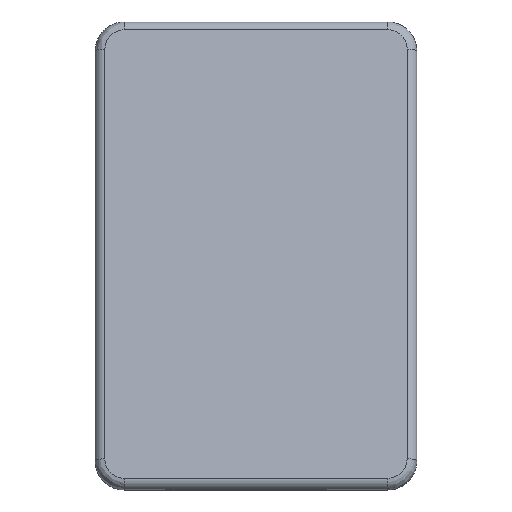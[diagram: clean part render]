
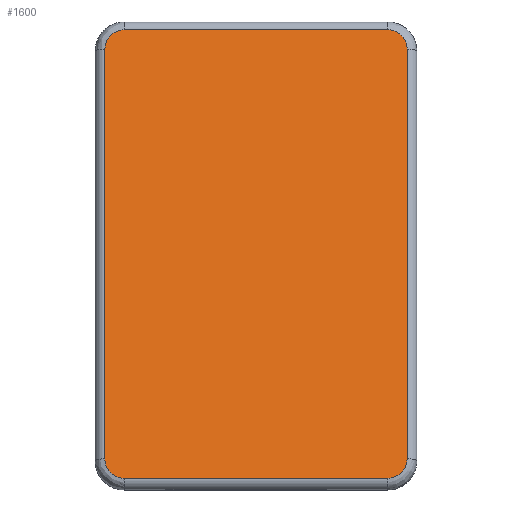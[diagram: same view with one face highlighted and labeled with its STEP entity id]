
A CAD part, front view. The second image highlights one B-rep face of the part: STEP entity #1600.
In plain terms, the highlighted planar face has unit normal (0, -0.979, 0.204).
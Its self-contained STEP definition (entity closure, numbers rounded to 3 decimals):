
#42=ELLIPSE('',#1763,2.043,2.);
#43=ELLIPSE('',#1767,2.043,2.);
#45=ELLIPSE('',#1772,2.043,2.);
#47=ELLIPSE('',#1777,2.043,2.);
#272=FACE_OUTER_BOUND('',#383,.T.);
#383=EDGE_LOOP('',(#1347,#1348,#1349,#1350,#1351,#1352,#1353,#1354));
#496=LINE('',#2667,#611);
#498=LINE('',#2703,#613);
#500=LINE('',#2737,#615);
#501=LINE('',#2807,#616);
#611=VECTOR('',#2150,10.);
#613=VECTOR('',#2162,10.);
#615=VECTOR('',#2174,10.);
#616=VECTOR('',#2181,10.);
#740=VERTEX_POINT('',#2658);
#741=VERTEX_POINT('',#2660);
#743=VERTEX_POINT('',#2665);
#745=VERTEX_POINT('',#2695);
#747=VERTEX_POINT('',#2701);
#748=VERTEX_POINT('',#2730);
#749=VERTEX_POINT('',#2735);
#750=VERTEX_POINT('',#2768);
#936=EDGE_CURVE('',#741,#740,#42,.T.);
#938=EDGE_CURVE('',#743,#741,#496,.T.);
#941=EDGE_CURVE('',#745,#743,#43,.T.);
#944=EDGE_CURVE('',#747,#745,#498,.T.);
#947=EDGE_CURVE('',#748,#747,#45,.T.);
#950=EDGE_CURVE('',#749,#748,#500,.T.);
#952=EDGE_CURVE('',#750,#749,#47,.T.);
#954=EDGE_CURVE('',#740,#750,#501,.T.);
#1347=ORIENTED_EDGE('',*,*,#936,.F.);
#1348=ORIENTED_EDGE('',*,*,#938,.F.);
#1349=ORIENTED_EDGE('',*,*,#941,.F.);
#1350=ORIENTED_EDGE('',*,*,#944,.F.);
#1351=ORIENTED_EDGE('',*,*,#947,.F.);
#1352=ORIENTED_EDGE('',*,*,#950,.F.);
#1353=ORIENTED_EDGE('',*,*,#952,.F.);
#1354=ORIENTED_EDGE('',*,*,#954,.F.);
#1520=PLANE('',#1785);
#1600=ADVANCED_FACE('',(#272),#1520,.T.);
#1763=AXIS2_PLACEMENT_3D('',#2662,#2144,#2145);
#1767=AXIS2_PLACEMENT_3D('',#2697,#2154,#2155);
#1772=AXIS2_PLACEMENT_3D('',#2732,#2166,#2167);
#1777=AXIS2_PLACEMENT_3D('',#2770,#2177,#2178);
#1785=AXIS2_PLACEMENT_3D('',#2880,#2198,#2199);
#2144=DIRECTION('center_axis',(0.,0.979,-0.204));
#2145=DIRECTION('ref_axis',(0.,-0.204,-0.979));
#2150=DIRECTION('',(0.,-0.204,-0.979));
#2154=DIRECTION('center_axis',(0.,0.979,-0.204));
#2155=DIRECTION('ref_axis',(0.,0.204,0.979));
#2162=DIRECTION('',(1.,0.,0.));
#2166=DIRECTION('center_axis',(0.,0.979,-0.204));
#2167=DIRECTION('ref_axis',(0.,0.204,0.979));
#2174=DIRECTION('',(0.,0.204,0.979));
#2177=DIRECTION('center_axis',(0.,0.979,-0.204));
#2178=DIRECTION('ref_axis',(0.,-0.204,-0.979));
#2181=DIRECTION('',(-1.,0.,0.));
#2198=DIRECTION('center_axis',(0.,-0.979,0.204));
#2199=DIRECTION('ref_axis',(0.,0.204,0.979));
#2658=CARTESIAN_POINT('',(30.,-11.749,1.204));
#2660=CARTESIAN_POINT('',(32.,-11.333,3.204));
#2662=CARTESIAN_POINT('Origin',(30.,-11.333,3.204));
#2665=CARTESIAN_POINT('',(32.,-2.583,45.204));
#2667=CARTESIAN_POINT('',(32.,-6.958,24.2));
#2695=CARTESIAN_POINT('',(30.,-2.166,47.204));
#2697=CARTESIAN_POINT('Origin',(30.,-2.583,45.204));
#2701=CARTESIAN_POINT('',(3.,-2.166,47.204));
#2703=CARTESIAN_POINT('',(16.5,-2.166,47.204));
#2730=CARTESIAN_POINT('',(1.,-2.583,45.204));
#2732=CARTESIAN_POINT('Origin',(3.,-2.583,45.204));
#2735=CARTESIAN_POINT('',(1.,-11.333,3.204));
#2737=CARTESIAN_POINT('',(1.,-11.75,1.198));
#2768=CARTESIAN_POINT('',(3.,-11.749,1.204));
#2770=CARTESIAN_POINT('Origin',(3.,-11.333,3.204));
#2807=CARTESIAN_POINT('',(33.,-11.749,1.204));
#2880=CARTESIAN_POINT('Origin',(33.,-12.,0.));
